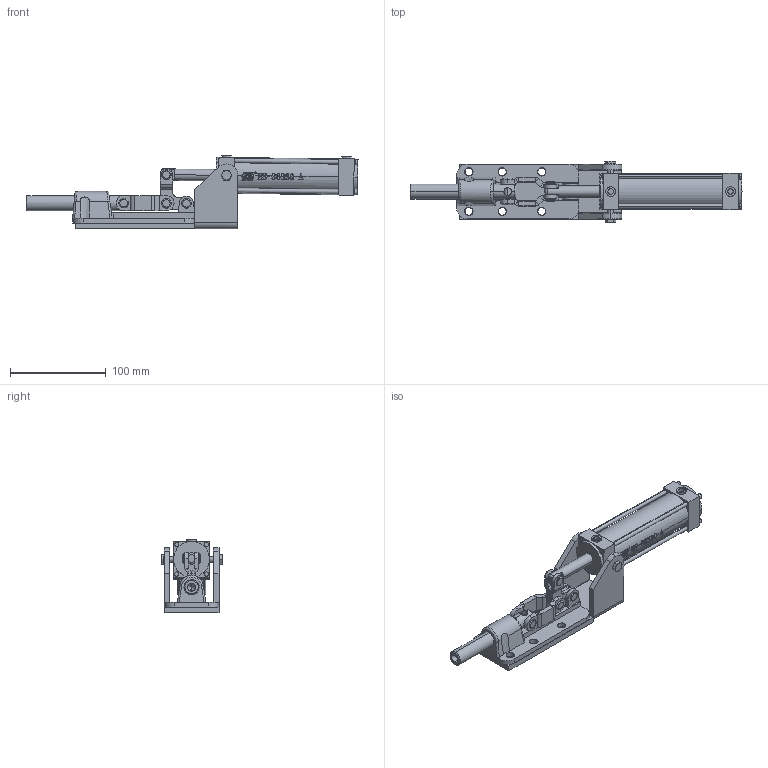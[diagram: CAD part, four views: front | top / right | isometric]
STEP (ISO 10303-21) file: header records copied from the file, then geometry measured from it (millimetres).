
FILE_DESCRIPTION (( 'STEP AP203' ), '1' );
FILE_NAME ('HS-36330-A 装配体.STEP', '2018-12-07T08:48:04', ( 'PCOS' ), ( '微软中国' ), 'SwSTEP 2.0', 'SolidWorks 2012', '' );
FILE_SCHEMA (( 'CONFIG_CONTROL_DESIGN' ));
Length unit declared in the file: millimetre
Products named in the file (14): HS-36330-A 蚾饜极; hex thin nuts-grades ab-chamfered gb_GB_FASTENER_NUT_STNAB M6-N; hexagon head bolts-full thread gb_GB_FASTENER_BOLT_STBAB A M6X60-N; 蚐詰; 活塞杆; 挴裝; 种3; 种2; 种1; 蟀裝酘; 蟀裝衵; 蟀裝; 菁釱; 盓殤
Assembly tree (15 placements, depth 2):
  HS-36330-A 蚾饜极
    盓殤
    菁釱
    蟀裝  x2
    蟀裝衵
    蟀裝酘
    种1  x2
    种2
    种3
    挴裝
    活塞杆
    蚐詰
    hexagon head bolts-full thread gb_GB_FASTENER_BOLT_STBAB A M6X60-N
    hex thin nuts-grades ab-chamfered gb_GB_FASTENER_NUT_STNAB M6-N
Bounding box: 347 x 64.75 x 76.86 mm (x, y, z)
Volume: 377497.2 mm3; surface area: 112106.7 mm2
Topology: 15 solids, 15 shells, 846 faces, 2164 edges, 1393 vertices
Faces by surface type: plane 387, cylinder 240, bspline 175, cone 26, torus 18
Entity records: 33885 total; most frequent: CARTESIAN_POINT 14049, ORIENTED_EDGE 4112, DIRECTION 3256, EDGE_CURVE 2056, VERTEX_POINT 1333, AXIS2_PLACEMENT_3D 1100, LINE 1056, VECTOR 1056
